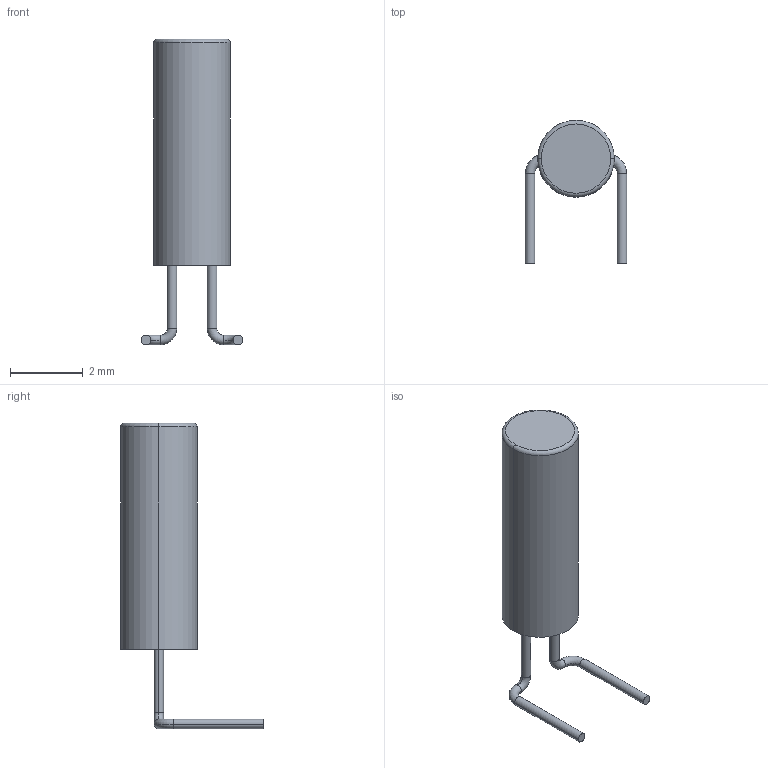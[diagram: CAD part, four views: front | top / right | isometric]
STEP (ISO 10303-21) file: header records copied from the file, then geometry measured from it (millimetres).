
FILE_DESCRIPTION (( 'STEP AP214' ), '1' );
FILE_NAME ('User Library-XTAL.STEP', '2020-12-09T09:11:53', ( '' ), ( '' ), 'SwSTEP 2.0', 'SolidWorks 2020', '' );
FILE_SCHEMA (( 'AUTOMOTIVE_DESIGN' ));
Length unit declared in the file: millimetre
Products named in the file (1): User Library-XTAL
Bounding box: 2.78 x 3.92 x 8.38 mm (x, y, z)
Volume: 21.8 mm3; surface area: 56.7 mm2
Topology: 1 solids, 1 shells, 27 faces, 56 edges, 34 vertices
Faces by surface type: cylinder 12, torus 10, plane 5
Entity records: 1065 total; most frequent: DIRECTION 156, CARTESIAN_POINT 118, ORIENTED_EDGE 112, AXIS2_PLACEMENT_3D 72, EDGE_CURVE 56, CIRCLE 44, VERTEX_POINT 34, UNCERTAINTY_MEASURE_WITH_UNIT 30
